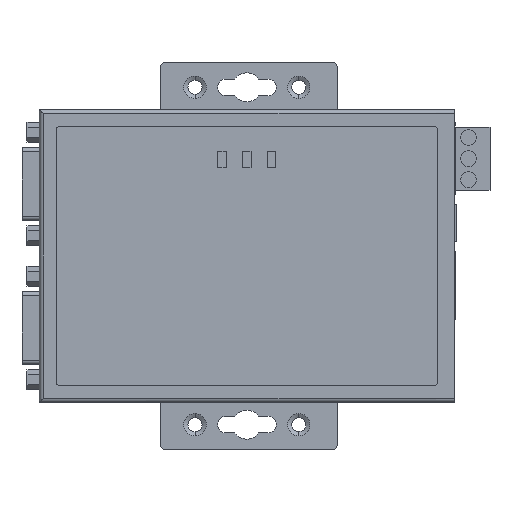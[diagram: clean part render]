
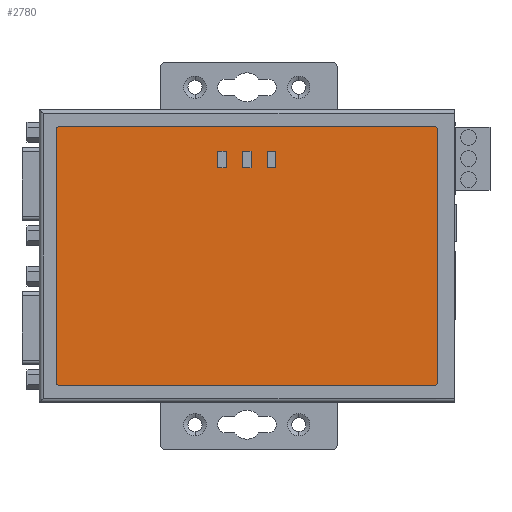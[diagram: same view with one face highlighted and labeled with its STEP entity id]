
A CAD part, front view. The second image highlights one B-rep face of the part: STEP entity #2780.
In plain terms, the highlighted planar face has unit normal (0, -1, 0).
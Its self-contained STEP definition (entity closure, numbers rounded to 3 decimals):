
#485=CARTESIAN_POINT('',(-45.4,-25.5,-30.25));
#486=DIRECTION('',(0.,-1.,0.));
#487=DIRECTION('',(-1.,0.,0.));
#488=AXIS2_PLACEMENT_3D('',#485,#486,#487);
#490=DIRECTION('',(0.,0.,1.));
#491=VECTOR('',#490,60.5);
#492=CARTESIAN_POINT('',(-46.4,-25.5,-30.25));
#493=LINE('',#492,#491);
#494=CARTESIAN_POINT('',(-45.4,-25.5,30.25));
#495=DIRECTION('',(0.,-1.,0.));
#496=DIRECTION('',(0.,0.,1.));
#497=AXIS2_PLACEMENT_3D('',#494,#495,#496);
#499=DIRECTION('',(1.,0.,0.));
#500=VECTOR('',#499,90.);
#501=CARTESIAN_POINT('',(-45.4,-25.5,31.25));
#502=LINE('',#501,#500);
#503=CARTESIAN_POINT('',(44.6,-25.5,30.25));
#504=DIRECTION('',(0.,-1.,0.));
#505=DIRECTION('',(1.,0.,0.));
#506=AXIS2_PLACEMENT_3D('',#503,#504,#505);
#508=DIRECTION('',(0.,0.,-1.));
#509=VECTOR('',#508,60.5);
#510=CARTESIAN_POINT('',(45.6,-25.5,30.25));
#511=LINE('',#510,#509);
#512=CARTESIAN_POINT('',(44.6,-25.5,-30.25));
#513=DIRECTION('',(0.,-1.,0.));
#514=DIRECTION('',(0.,0.,-1.));
#515=AXIS2_PLACEMENT_3D('',#512,#513,#514);
#517=DIRECTION('',(-1.,0.,0.));
#518=VECTOR('',#517,90.);
#519=CARTESIAN_POINT('',(44.6,-25.5,-31.25));
#520=LINE('',#519,#518);
#521=DIRECTION('',(-1.,0.,0.));
#522=VECTOR('',#521,2.);
#523=CARTESIAN_POINT('',(6.6,-25.5,25.25));
#524=LINE('',#523,#522);
#525=DIRECTION('',(0.,0.,-1.));
#526=VECTOR('',#525,4.);
#527=CARTESIAN_POINT('',(4.6,-25.5,25.25));
#528=LINE('',#527,#526);
#529=DIRECTION('',(1.,0.,0.));
#530=VECTOR('',#529,2.);
#531=CARTESIAN_POINT('',(4.6,-25.5,21.25));
#532=LINE('',#531,#530);
#533=DIRECTION('',(0.,0.,1.));
#534=VECTOR('',#533,4.);
#535=CARTESIAN_POINT('',(6.6,-25.5,21.25));
#536=LINE('',#535,#534);
#537=DIRECTION('',(-1.,0.,0.));
#538=VECTOR('',#537,2.);
#539=CARTESIAN_POINT('',(0.6,-25.5,25.25));
#540=LINE('',#539,#538);
#541=DIRECTION('',(0.,0.,-1.));
#542=VECTOR('',#541,4.);
#543=CARTESIAN_POINT('',(-1.4,-25.5,25.25));
#544=LINE('',#543,#542);
#545=DIRECTION('',(1.,0.,0.));
#546=VECTOR('',#545,2.);
#547=CARTESIAN_POINT('',(-1.4,-25.5,21.25));
#548=LINE('',#547,#546);
#549=DIRECTION('',(0.,0.,1.));
#550=VECTOR('',#549,4.);
#551=CARTESIAN_POINT('',(0.6,-25.5,21.25));
#552=LINE('',#551,#550);
#553=DIRECTION('',(-1.,0.,0.));
#554=VECTOR('',#553,2.);
#555=CARTESIAN_POINT('',(-5.4,-25.5,25.25));
#556=LINE('',#555,#554);
#557=DIRECTION('',(0.,0.,-1.));
#558=VECTOR('',#557,4.);
#559=CARTESIAN_POINT('',(-7.4,-25.5,25.25));
#560=LINE('',#559,#558);
#561=DIRECTION('',(1.,0.,0.));
#562=VECTOR('',#561,2.);
#563=CARTESIAN_POINT('',(-7.4,-25.5,21.25));
#564=LINE('',#563,#562);
#565=DIRECTION('',(0.,0.,1.));
#566=VECTOR('',#565,4.);
#567=CARTESIAN_POINT('',(-5.4,-25.5,21.25));
#568=LINE('',#567,#566);
#2391=CARTESIAN_POINT('',(-46.4,-25.5,-30.25));
#2393=VERTEX_POINT('',#2391);
#2395=CARTESIAN_POINT('',(-45.4,-25.5,-31.25));
#2396=VERTEX_POINT('',#2395);
#2399=CARTESIAN_POINT('',(-45.4,-25.5,31.25));
#2401=VERTEX_POINT('',#2399);
#2403=CARTESIAN_POINT('',(-46.4,-25.5,30.25));
#2404=VERTEX_POINT('',#2403);
#2407=CARTESIAN_POINT('',(45.6,-25.5,30.25));
#2409=VERTEX_POINT('',#2407);
#2411=CARTESIAN_POINT('',(44.6,-25.5,31.25));
#2412=VERTEX_POINT('',#2411);
#2415=CARTESIAN_POINT('',(44.6,-25.5,-31.25));
#2417=VERTEX_POINT('',#2415);
#2419=CARTESIAN_POINT('',(45.6,-25.5,-30.25));
#2420=VERTEX_POINT('',#2419);
#2447=CARTESIAN_POINT('',(6.6,-25.5,25.25));
#2448=CARTESIAN_POINT('',(4.6,-25.5,25.25));
#2449=VERTEX_POINT('',#2447);
#2450=VERTEX_POINT('',#2448);
#2451=CARTESIAN_POINT('',(4.6,-25.5,21.25));
#2452=VERTEX_POINT('',#2451);
#2453=CARTESIAN_POINT('',(6.6,-25.5,21.25));
#2454=VERTEX_POINT('',#2453);
#2455=CARTESIAN_POINT('',(0.6,-25.5,25.25));
#2456=CARTESIAN_POINT('',(-1.4,-25.5,25.25));
#2457=VERTEX_POINT('',#2455);
#2458=VERTEX_POINT('',#2456);
#2459=CARTESIAN_POINT('',(-1.4,-25.5,21.25));
#2460=VERTEX_POINT('',#2459);
#2461=CARTESIAN_POINT('',(0.6,-25.5,21.25));
#2462=VERTEX_POINT('',#2461);
#2463=CARTESIAN_POINT('',(-5.4,-25.5,25.25));
#2464=CARTESIAN_POINT('',(-7.4,-25.5,25.25));
#2465=VERTEX_POINT('',#2463);
#2466=VERTEX_POINT('',#2464);
#2467=CARTESIAN_POINT('',(-7.4,-25.5,21.25));
#2468=VERTEX_POINT('',#2467);
#2469=CARTESIAN_POINT('',(-5.4,-25.5,21.25));
#2470=VERTEX_POINT('',#2469);
#2727=CARTESIAN_POINT('',(-0.4,-25.5,0.));
#2728=DIRECTION('',(0.,-1.,0.));
#2729=DIRECTION('',(1.,0.,0.));
#2730=AXIS2_PLACEMENT_3D('',#2727,#2728,#2729);
#2731=PLANE('',#2730);
#2733=ORIENTED_EDGE('',*,*,#2732,.F.);
#2735=ORIENTED_EDGE('',*,*,#2734,.T.);
#2737=ORIENTED_EDGE('',*,*,#2736,.F.);
#2739=ORIENTED_EDGE('',*,*,#2738,.T.);
#2741=ORIENTED_EDGE('',*,*,#2740,.F.);
#2743=ORIENTED_EDGE('',*,*,#2742,.T.);
#2745=ORIENTED_EDGE('',*,*,#2744,.F.);
#2747=ORIENTED_EDGE('',*,*,#2746,.T.);
#2748=EDGE_LOOP('',(#2733,#2735,#2737,#2739,#2741,#2743,#2745,#2747));
#2749=FACE_OUTER_BOUND('',#2748,.F.);
#2751=ORIENTED_EDGE('',*,*,#2750,.T.);
#2753=ORIENTED_EDGE('',*,*,#2752,.T.);
#2755=ORIENTED_EDGE('',*,*,#2754,.T.);
#2757=ORIENTED_EDGE('',*,*,#2756,.T.);
#2758=EDGE_LOOP('',(#2751,#2753,#2755,#2757));
#2759=FACE_BOUND('',#2758,.F.);
#2761=ORIENTED_EDGE('',*,*,#2760,.T.);
#2763=ORIENTED_EDGE('',*,*,#2762,.T.);
#2765=ORIENTED_EDGE('',*,*,#2764,.T.);
#2767=ORIENTED_EDGE('',*,*,#2766,.T.);
#2768=EDGE_LOOP('',(#2761,#2763,#2765,#2767));
#2769=FACE_BOUND('',#2768,.F.);
#2771=ORIENTED_EDGE('',*,*,#2770,.T.);
#2773=ORIENTED_EDGE('',*,*,#2772,.T.);
#2775=ORIENTED_EDGE('',*,*,#2774,.T.);
#2777=ORIENTED_EDGE('',*,*,#2776,.T.);
#2778=EDGE_LOOP('',(#2771,#2773,#2775,#2777));
#2779=FACE_BOUND('',#2778,.F.);
#489=CIRCLE('',#488,1.);
#498=CIRCLE('',#497,1.);
#507=CIRCLE('',#506,1.);
#516=CIRCLE('',#515,1.);
#2732=EDGE_CURVE('',#2393,#2396,#489,.T.);
#2734=EDGE_CURVE('',#2393,#2404,#493,.T.);
#2736=EDGE_CURVE('',#2401,#2404,#498,.T.);
#2738=EDGE_CURVE('',#2401,#2412,#502,.T.);
#2740=EDGE_CURVE('',#2409,#2412,#507,.T.);
#2742=EDGE_CURVE('',#2409,#2420,#511,.T.);
#2744=EDGE_CURVE('',#2417,#2420,#516,.T.);
#2746=EDGE_CURVE('',#2417,#2396,#520,.T.);
#2750=EDGE_CURVE('',#2449,#2450,#524,.T.);
#2752=EDGE_CURVE('',#2450,#2452,#528,.T.);
#2754=EDGE_CURVE('',#2452,#2454,#532,.T.);
#2756=EDGE_CURVE('',#2454,#2449,#536,.T.);
#2760=EDGE_CURVE('',#2457,#2458,#540,.T.);
#2762=EDGE_CURVE('',#2458,#2460,#544,.T.);
#2764=EDGE_CURVE('',#2460,#2462,#548,.T.);
#2766=EDGE_CURVE('',#2462,#2457,#552,.T.);
#2770=EDGE_CURVE('',#2465,#2466,#556,.T.);
#2772=EDGE_CURVE('',#2466,#2468,#560,.T.);
#2774=EDGE_CURVE('',#2468,#2470,#564,.T.);
#2776=EDGE_CURVE('',#2470,#2465,#568,.T.);
#2780=ADVANCED_FACE('',(#2749,#2759,#2769,#2779),#2731,.T.);
